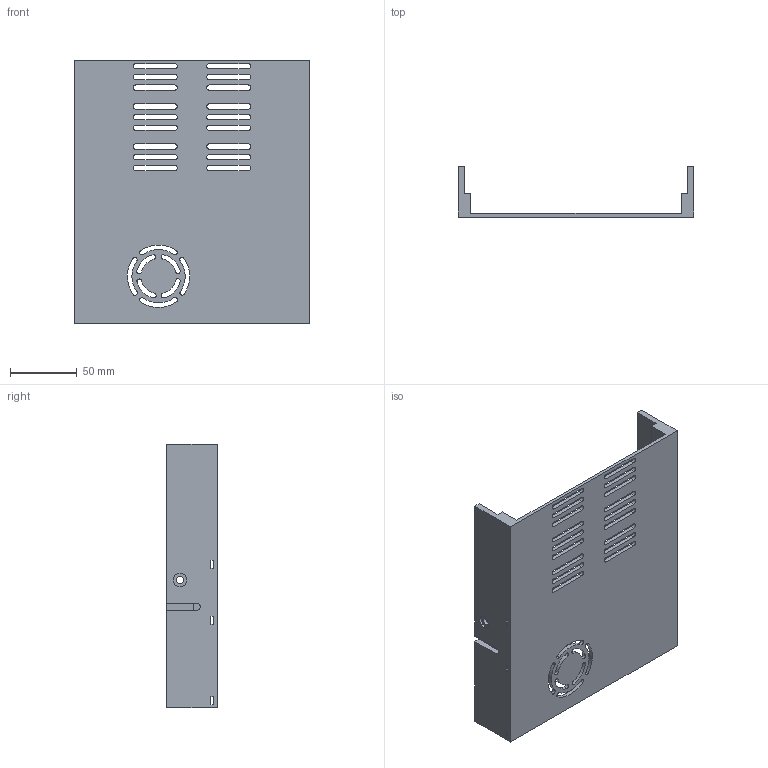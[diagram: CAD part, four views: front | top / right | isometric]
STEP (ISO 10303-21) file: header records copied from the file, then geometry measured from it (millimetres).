
FILE_DESCRIPTION(/* description */ (''),/* implementation_level */ '2;1');
FILE_NAME(/* name */ 'Printer STL''s/1-CBA_top_Cover_V5_part_2of3.step',/* time_stamp */ '2019-04-09T16:26:14+02:00',/* author */ ('edidos'),/* organization */ (''),/* preprocessor_version */ 'ST-DEVELOPER v18',/* originating_system */ 'Autodesk Translation Framework v8.2.0.1029',/* authorisation */ '');
FILE_SCHEMA (('AUTOMOTIVE_DESIGN { 1 0 10303 214 3 1 1 }'));
Length unit declared in the file: millimetre
Products named in the file (1): 1-CBA top Cover V5.stl
Bounding box: 176 x 37.8 x 196.9 mm (x, y, z)
Volume: 178557.2 mm3; surface area: 99592.6 mm2
Topology: 1 solids, 1 shells, 148 faces, 450 edges, 300 vertices
Faces by surface type: plane 75, cylinder 73
Full cylindrical faces by diameter (mm): 5.5 x2, 10 x2
Entity records: 5249 total; most frequent: ORIENTED_EDGE 900, CARTESIAN_POINT 899, DIRECTION 894, EDGE_CURVE 450, LINE 304, VECTOR 304, VERTEX_POINT 300, AXIS2_PLACEMENT_3D 295
